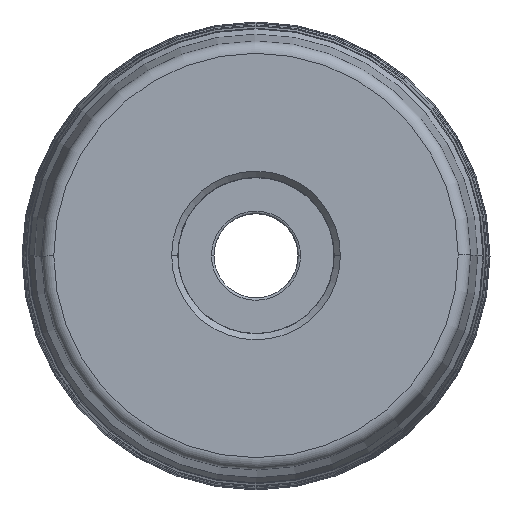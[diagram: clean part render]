
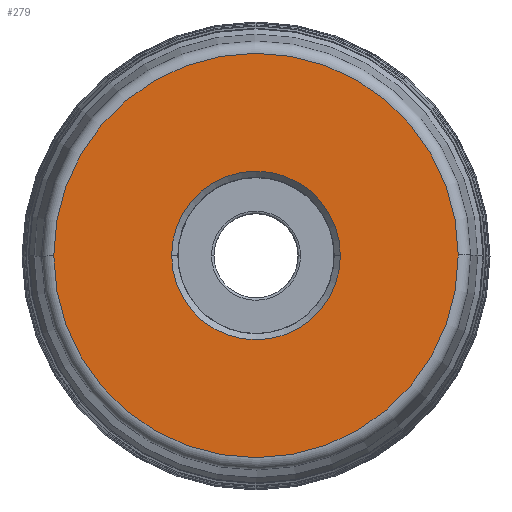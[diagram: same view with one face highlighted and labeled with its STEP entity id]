
A CAD part, top view. The second image highlights one B-rep face of the part: STEP entity #279.
In plain terms, the highlighted planar face has unit normal (0, 0, 1).
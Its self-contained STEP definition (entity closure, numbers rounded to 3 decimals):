
#60=PLANE('',#2836);
#69=FACE_BOUND('',#642,.T.);
#70=FACE_BOUND('',#643,.T.);
#279=ADVANCED_FACE('',(#69,#70),#60,.F.);
#642=EDGE_LOOP('',(#1126,#1127));
#643=EDGE_LOOP('',(#1128,#1129));
#1126=ORIENTED_EDGE('',*,*,#1776,.F.);
#1127=ORIENTED_EDGE('',*,*,#1775,.F.);
#1128=ORIENTED_EDGE('',*,*,#1777,.F.);
#1129=ORIENTED_EDGE('',*,*,#1778,.F.);
#1486=VERTEX_POINT('',#5145);
#1487=VERTEX_POINT('',#5147);
#1488=VERTEX_POINT('',#5152);
#1489=VERTEX_POINT('',#5153);
#1775=EDGE_CURVE('',#1487,#1486,#2158,.T.);
#1776=EDGE_CURVE('',#1486,#1487,#2159,.T.);
#1777=EDGE_CURVE('',#1488,#1489,#2160,.T.);
#1778=EDGE_CURVE('',#1489,#1488,#2161,.T.);
#2158=CIRCLE('',#2831,32.925);
#2159=CIRCLE('',#2833,32.925);
#2160=CIRCLE('',#2834,13.735);
#2161=CIRCLE('',#2835,13.735);
#2831=AXIS2_PLACEMENT_3D('',#5148,#3550,#3551);
#2833=AXIS2_PLACEMENT_3D('',#5150,#3554,#3555);
#2834=AXIS2_PLACEMENT_3D('',#5151,#3556,#3557);
#2835=AXIS2_PLACEMENT_3D('',#5154,#3558,#3559);
#2836=AXIS2_PLACEMENT_3D('',#5155,#3560,#3561);
#3550=DIRECTION('',(0.,0.,-1.));
#3551=DIRECTION('',(-1.,-0.002,0.));
#3554=DIRECTION('',(0.,0.,-1.));
#3555=DIRECTION('',(1.,0.002,0.));
#3556=DIRECTION('',(0.,0.,1.));
#3557=DIRECTION('',(1.,0.002,0.));
#3558=DIRECTION('',(0.,0.,1.));
#3559=DIRECTION('',(-1.,-0.002,0.));
#3560=DIRECTION('',(0.,0.,-1.));
#3561=DIRECTION('',(1.,0.002,0.));
#5145=CARTESIAN_POINT('',(32.925,0.08,0.));
#5147=CARTESIAN_POINT('',(-32.925,-0.08,0.));
#5148=CARTESIAN_POINT('',(0.,0.,0.));
#5150=CARTESIAN_POINT('',(0.,0.,0.));
#5151=CARTESIAN_POINT('',(0.,0.,0.));
#5152=CARTESIAN_POINT('',(13.735,0.033,0.));
#5153=CARTESIAN_POINT('',(-13.735,-0.033,0.));
#5154=CARTESIAN_POINT('',(0.,0.,0.));
#5155=CARTESIAN_POINT('',(0.,0.,0.));
